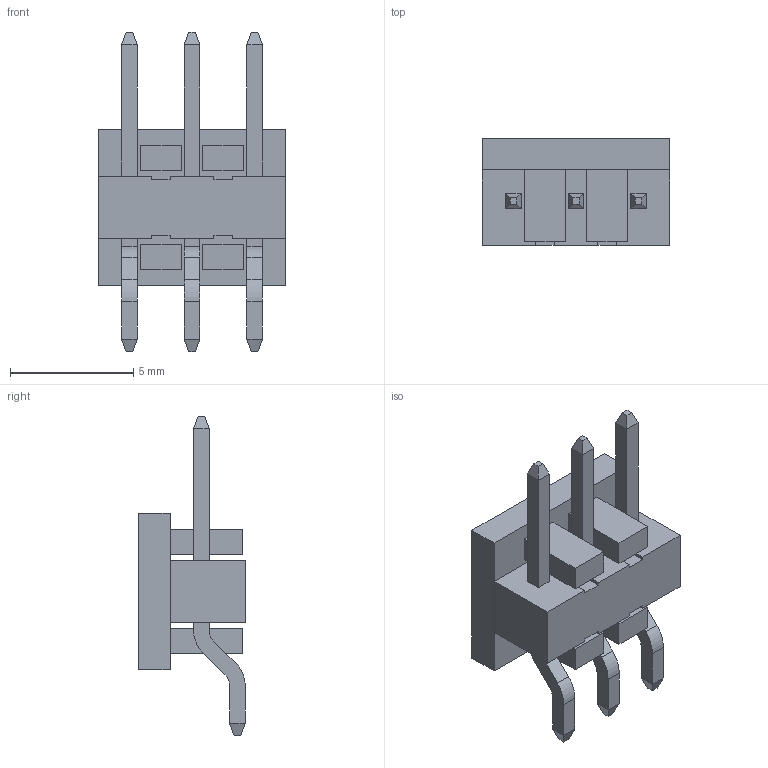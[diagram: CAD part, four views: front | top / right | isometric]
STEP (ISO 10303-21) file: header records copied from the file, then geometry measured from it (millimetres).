
FILE_DESCRIPTION(/* description */ ('STEP AP214'),/* implementation_level */ '2;1');
FILE_NAME(/* name */ 'TSM-103-01-F-SH-P-TR',/* time_stamp */ '2024-05-27T14:43:01+02:00',/* author */ ('License CC BY-ND 4.0'),/* organization */ ('CADENAS'),/* preprocessor_version */ 'ST-DEVELOPER v19.3',/* originating_system */ 'PARTsolutions',/* authorisation */ ' ');
FILE_SCHEMA (('AUTOMOTIVE_DESIGN {1 0 10303 214 3 1 1}'));
Length unit declared in the file: inch
Products named in the file (4): TSM-103-01-F-SH-P-TR; TSM-103-01-SH_body; PPP-08-01-3--SH; T-1S6-08(-01-3-SH)
Assembly tree (3 placements, depth 2):
  TSM-103-01-F-SH-P-TR
    TSM-103-01-SH_body
    PPP-08-01-3--SH
    T-1S6-08(-01-3-SH)
Bounding box: 7.62 x 4.32 x 12.95 mm (x, y, z)
Volume: 151.3 mm3; surface area: 423.5 mm2
Topology: 3 solids, 3 shells, 130 faces, 336 edges, 216 vertices
Faces by surface type: plane 118, cylinder 12
Entity records: 3989 total; most frequent: CARTESIAN_POINT 686, ORIENTED_EDGE 672, DIRECTION 628, EDGE_CURVE 336, LINE 312, VECTOR 312, VERTEX_POINT 216, AXIS2_PLACEMENT_3D 158
